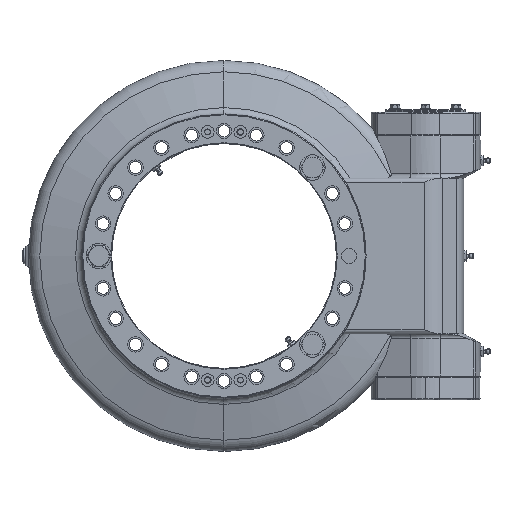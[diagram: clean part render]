
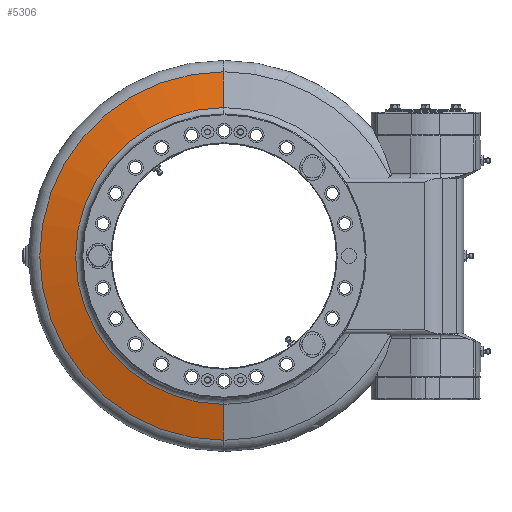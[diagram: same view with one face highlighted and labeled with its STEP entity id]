
A CAD part, left-side view. The second image highlights one B-rep face of the part: STEP entity #5306.
In plain terms, the highlighted conical face has half-angle 75 degrees and reference radius 217.159 mm.
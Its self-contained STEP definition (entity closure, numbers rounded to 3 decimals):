
#335 = EDGE_LOOP ( 'NONE', ( #13308, #39517, #25429, #37342 ) ) ;
#5306 = ADVANCED_FACE ( 'NONE', ( #15271 ), #37422, .T. ) ;
#5567 = DIRECTION ( 'NONE',  ( -1., 0., 0. ) ) ;
#6023 = CIRCLE ( 'NONE', #25116, 174.912 ) ;
#7007 = VERTEX_POINT ( 'NONE', #10773 ) ;
#8060 = DIRECTION ( 'NONE',  ( 1., 0., 0. ) ) ;
#8660 = CARTESIAN_POINT ( 'NONE',  ( -48.014, 0., 0. ) ) ;
#10773 = CARTESIAN_POINT ( 'NONE',  ( -48.014, 0., 174.912 ) ) ;
#12129 = DIRECTION ( 'NONE',  ( 0., 0., 1. ) ) ;
#13308 = ORIENTED_EDGE ( 'NONE', *, *, #37445, .F. ) ;
#14543 = EDGE_CURVE ( 'NONE', #7007, #30363, #27081, .T. ) ;
#14804 = CARTESIAN_POINT ( 'NONE',  ( -48.014, 0., -174.912 ) ) ;
#15271 = FACE_OUTER_BOUND ( 'NONE', #335, .T. ) ;
#15430 = EDGE_CURVE ( 'NONE', #30363, #20053, #31921, .T. ) ;
#17184 = CARTESIAN_POINT ( 'NONE',  ( -36.694, 0., -217.159 ) ) ;
#17856 = VECTOR ( 'NONE', #44130, 1000. ) ;
#20053 = VERTEX_POINT ( 'NONE', #17184 ) ;
#20114 = EDGE_CURVE ( 'NONE', #30682, #20053, #41766, .T. ) ;
#24484 = CARTESIAN_POINT ( 'NONE',  ( -36.694, 0., -217.159 ) ) ;
#24529 = VECTOR ( 'NONE', #31358, 1000. ) ;
#25116 = AXIS2_PLACEMENT_3D ( 'NONE', #8660, #32759, #12129 ) ;
#25429 = ORIENTED_EDGE ( 'NONE', *, *, #15430, .T. ) ;
#26179 = CARTESIAN_POINT ( 'NONE',  ( -36.694, 0., 0. ) ) ;
#27081 = LINE ( 'NONE', #44273, #17856 ) ;
#28892 = DIRECTION ( 'NONE',  ( 0., 0., -1. ) ) ;
#29662 = DIRECTION ( 'NONE',  ( 0., 0., 1. ) ) ;
#29924 = CARTESIAN_POINT ( 'NONE',  ( -36.694, 0., 217.159 ) ) ;
#30363 = VERTEX_POINT ( 'NONE', #29924 ) ;
#30642 = AXIS2_PLACEMENT_3D ( 'NONE', #26179, #5567, #29662 ) ;
#30682 = VERTEX_POINT ( 'NONE', #14804 ) ;
#31358 = DIRECTION ( 'NONE',  ( 0.259, 0., -0.966 ) ) ;
#31921 = CIRCLE ( 'NONE', #30642, 217.159 ) ;
#32153 = CARTESIAN_POINT ( 'NONE',  ( -36.694, 0., 0. ) ) ;
#32759 = DIRECTION ( 'NONE',  ( -1., 0., 0. ) ) ;
#37342 = ORIENTED_EDGE ( 'NONE', *, *, #20114, .F. ) ;
#37422 = CONICAL_SURFACE ( 'NONE', #39380, 217.159, 1.309 ) ;
#37445 = EDGE_CURVE ( 'NONE', #7007, #30682, #6023, .T. ) ;
#39380 = AXIS2_PLACEMENT_3D ( 'NONE', #32153, #8060, #28892 ) ;
#39517 = ORIENTED_EDGE ( 'NONE', *, *, #14543, .T. ) ;
#41766 = LINE ( 'NONE', #24484, #24529 ) ;
#44130 = DIRECTION ( 'NONE',  ( 0.259, 0., 0.966 ) ) ;
#44273 = CARTESIAN_POINT ( 'NONE',  ( -36.694, 0., 217.159 ) ) ;
